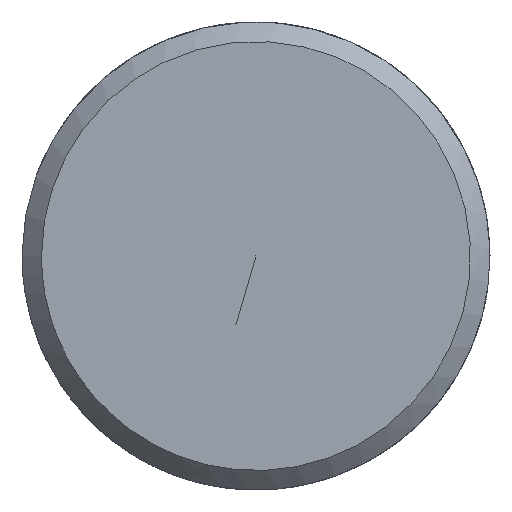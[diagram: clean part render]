
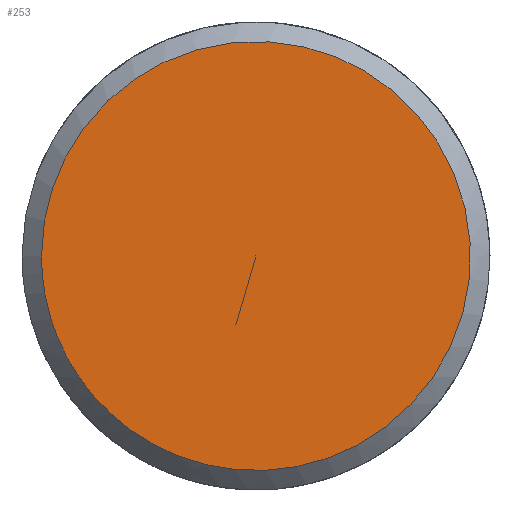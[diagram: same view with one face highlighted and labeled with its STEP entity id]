
A CAD part, left-side view. The second image highlights one B-rep face of the part: STEP entity #253.
In plain terms, the highlighted free-form (B-spline) face has degree [5, 3] with [6, 4] control points.
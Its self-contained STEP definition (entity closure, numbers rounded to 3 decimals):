
#167 = CARTESIAN_POINT ('', (-100., 2.75, 0.));
#168 = VERTEX_POINT ('', #167);
#176 = CARTESIAN_POINT ('', (-100., 2.75, 0.));
#177 = CARTESIAN_POINT ('', (-100., 2.75, 11.));
#178 = CARTESIAN_POINT ('', (-100., -8.25, 5.5));
#179 = CARTESIAN_POINT ('', (-100., -8.25, -5.5));
#180 = CARTESIAN_POINT ('', (-100., 2.75, -11.));
#181 = CARTESIAN_POINT ('', (-100., 2.75, 0.));
#182 = (
   BOUNDED_CURVE ()
   B_SPLINE_CURVE (5, (#176, #177, #178, #179, #180, #181), .UNSPECIFIED., .T., .U.)
   B_SPLINE_CURVE_WITH_KNOTS ((6, 6), (0., 1.), .UNSPECIFIED.)
   CURVE ()
   GEOMETRIC_REPRESENTATION_ITEM ()
   RATIONAL_B_SPLINE_CURVE ((5., 1., 1., 1., 1., 5.))
   REPRESENTATION_ITEM ('')
);
#183 = EDGE_CURVE ('', #168, #168, #182, .T.);
#215 = CARTESIAN_POINT ('', (-100., 0., 0.));
#216 = VERTEX_POINT ('', #215);
#217 = CARTESIAN_POINT ('', (-100., 0., 0.));
#218 = CARTESIAN_POINT ('', (-100., 0.917, 0.));
#219 = CARTESIAN_POINT ('', (-100., 1.833, 0.));
#220 = CARTESIAN_POINT ('', (-100., 2.75, 0.));
#221 = B_SPLINE_CURVE_WITH_KNOTS ('', 3, (#217, #218, #219, #220), .UNSPECIFIED., .F., .U., (4, 4), (0., 1.), .UNSPECIFIED.);
#222 = EDGE_CURVE ('', #216, #168, #221, .T.);
#223 = ORIENTED_EDGE ('', *, *, #222, .F.);
#224 = ORIENTED_EDGE ('', *, *, #222, .T.);
#225 = ORIENTED_EDGE ('', *, *, #183, .F.);
#226 = EDGE_LOOP ('', (#223, #224, #225));
#227 = FACE_OUTER_BOUND ('', #226, .T.);
#228 = CARTESIAN_POINT ('', (-100., 0., 0.));
#229 = CARTESIAN_POINT ('', (-100., 0.917, 0.));
#230 = CARTESIAN_POINT ('', (-100., 1.833, 0.));
#231 = CARTESIAN_POINT ('', (-100., 2.75, 0.));
#232 = CARTESIAN_POINT ('', (-100., 0., 0.));
#233 = CARTESIAN_POINT ('', (-100., 0.917, 3.667));
#234 = CARTESIAN_POINT ('', (-100., 1.833, 7.333));
#235 = CARTESIAN_POINT ('', (-100., 2.75, 11.));
#236 = CARTESIAN_POINT ('', (-100., 0., 0.));
#237 = CARTESIAN_POINT ('', (-100., -2.75, 1.833));
#238 = CARTESIAN_POINT ('', (-100., -5.5, 3.667));
#239 = CARTESIAN_POINT ('', (-100., -8.25, 5.5));
#240 = CARTESIAN_POINT ('', (-100., 0., 0.));
#241 = CARTESIAN_POINT ('', (-100., -2.75, -1.833));
#242 = CARTESIAN_POINT ('', (-100., -5.5, -3.667));
#243 = CARTESIAN_POINT ('', (-100., -8.25, -5.5));
#244 = CARTESIAN_POINT ('', (-100., 0., 0.));
#245 = CARTESIAN_POINT ('', (-100., 0.917, -3.667));
#246 = CARTESIAN_POINT ('', (-100., 1.833, -7.333));
#247 = CARTESIAN_POINT ('', (-100., 2.75, -11.));
#248 = CARTESIAN_POINT ('', (-100., 0., 0.));
#249 = CARTESIAN_POINT ('', (-100., 0.917, 0.));
#250 = CARTESIAN_POINT ('', (-100., 1.833, 0.));
#251 = CARTESIAN_POINT ('', (-100., 2.75, 0.));
#252 = (
   BOUNDED_SURFACE ()
   B_SPLINE_SURFACE (5, 3, ((#228, #229, #230, #231), (#232, #233, #234, #235), (#236, #237, #238, #239), (#240, #241, #242, #243), (#244, #245, #246, #247), (#248, #249, #250, #251)), .UNSPECIFIED., .T., .F., .U.)
   B_SPLINE_SURFACE_WITH_KNOTS ((6, 6), (4, 4), (0., 1.), (0., 1.), .UNSPECIFIED.)
   SURFACE ()
   GEOMETRIC_REPRESENTATION_ITEM ()
   RATIONAL_B_SPLINE_SURFACE (((5., 5., 5., 5.), (1., 1., 1., 1.), (1., 1., 1., 1.), (1., 1., 1., 1.), (1., 1., 1., 1.), (5., 5., 5., 5.)))
   REPRESENTATION_ITEM ('')
);
#253 = ADVANCED_FACE ('', (#227), #252, .T.);
